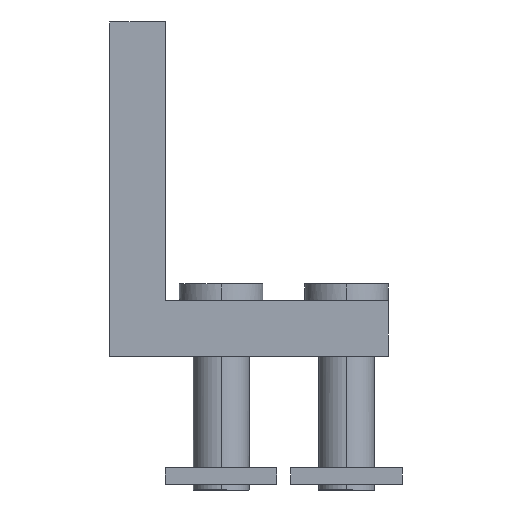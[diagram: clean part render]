
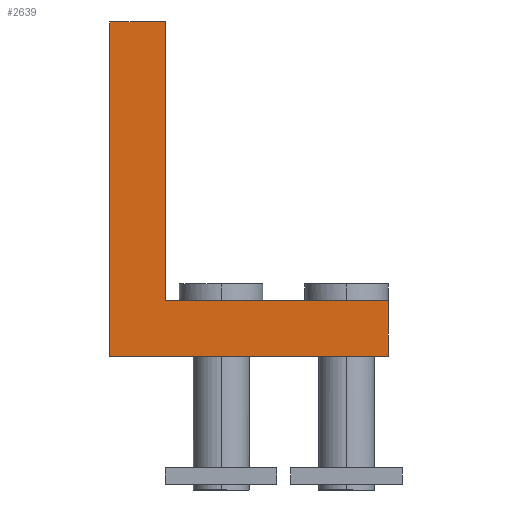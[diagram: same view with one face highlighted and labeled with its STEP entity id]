
A CAD part, front view. The second image highlights one B-rep face of the part: STEP entity #2639.
In plain terms, the highlighted face is planar.
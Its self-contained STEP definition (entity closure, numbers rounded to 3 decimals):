
#1496 = VERTEX_POINT('',#1497);
#1497 = CARTESIAN_POINT('',(0.,0.,100.));
#1506 = PLANE('',#1507);
#1507 = AXIS2_PLACEMENT_3D('',#1508,#1509,#1510);
#1508 = CARTESIAN_POINT('',(0.,60.,100.));
#1509 = DIRECTION('',(-1.,0.,0.));
#1510 = DIRECTION('',(0.,0.,1.));
#1518 = PLANE('',#1519);
#1519 = AXIS2_PLACEMENT_3D('',#1520,#1521,#1522);
#1520 = CARTESIAN_POINT('',(0.,0.,100.));
#1521 = DIRECTION('',(0.,-1.,0.));
#1522 = DIRECTION('',(0.,0.,-1.));
#1530 = EDGE_CURVE('',#1531,#1496,#1533,.T.);
#1531 = VERTEX_POINT('',#1532);
#1532 = CARTESIAN_POINT('',(0.,60.,100.));
#1533 = SURFACE_CURVE('',#1534,(#1538,#1545),.PCURVE_S1.);
#1534 = LINE('',#1535,#1536);
#1535 = CARTESIAN_POINT('',(0.,30.,100.));
#1536 = VECTOR('',#1537,1.);
#1537 = DIRECTION('',(0.,-1.,0.));
#1538 = PCURVE('',#1506,#1539);
#1539 = DEFINITIONAL_REPRESENTATION('',(#1540),#1544);
#1540 = LINE('',#1541,#1542);
#1541 = CARTESIAN_POINT('',(0.,-30.));
#1542 = VECTOR('',#1543,1.);
#1543 = DIRECTION('',(0.,-1.));
#1544 = ( GEOMETRIC_REPRESENTATION_CONTEXT(2) 
PARAMETRIC_REPRESENTATION_CONTEXT() REPRESENTATION_CONTEXT('2D SPACE',''
  ) );
#1545 = PCURVE('',#1546,#1551);
#1546 = PLANE('',#1547);
#1547 = AXIS2_PLACEMENT_3D('',#1548,#1549,#1550);
#1548 = CARTESIAN_POINT('',(0.,0.,100.));
#1549 = DIRECTION('',(0.,0.,1.));
#1550 = DIRECTION('',(1.,0.,0.));
#1551 = DEFINITIONAL_REPRESENTATION('',(#1552),#1556);
#1552 = LINE('',#1553,#1554);
#1553 = CARTESIAN_POINT('',(0.,30.));
#1554 = VECTOR('',#1555,1.);
#1555 = DIRECTION('',(0.,-1.));
#1556 = ( GEOMETRIC_REPRESENTATION_CONTEXT(2) 
PARAMETRIC_REPRESENTATION_CONTEXT() REPRESENTATION_CONTEXT('2D SPACE',''
  ) );
#1574 = PLANE('',#1575);
#1575 = AXIS2_PLACEMENT_3D('',#1576,#1577,#1578);
#1576 = CARTESIAN_POINT('',(10.,60.,100.));
#1577 = DIRECTION('',(0.,1.,0.));
#1578 = DIRECTION('',(0.,0.,1.));
#1854 = VERTEX_POINT('',#1855);
#1855 = CARTESIAN_POINT('',(50.,0.,100.));
#1871 = PLANE('',#1872);
#1872 = AXIS2_PLACEMENT_3D('',#1873,#1874,#1875);
#1873 = CARTESIAN_POINT('',(50.,0.,100.));
#1874 = DIRECTION('',(1.,0.,0.));
#1875 = DIRECTION('',(0.,0.,-1.));
#1883 = EDGE_CURVE('',#1496,#1854,#1884,.T.);
#1884 = SURFACE_CURVE('',#1885,(#1889,#1896),.PCURVE_S1.);
#1885 = LINE('',#1886,#1887);
#1886 = CARTESIAN_POINT('',(25.,0.,100.));
#1887 = VECTOR('',#1888,1.);
#1888 = DIRECTION('',(1.,0.,0.));
#1889 = PCURVE('',#1518,#1890);
#1890 = DEFINITIONAL_REPRESENTATION('',(#1891),#1895);
#1891 = LINE('',#1892,#1893);
#1892 = CARTESIAN_POINT('',(0.,25.));
#1893 = VECTOR('',#1894,1.);
#1894 = DIRECTION('',(0.,1.));
#1895 = ( GEOMETRIC_REPRESENTATION_CONTEXT(2) 
PARAMETRIC_REPRESENTATION_CONTEXT() REPRESENTATION_CONTEXT('2D SPACE',''
  ) );
#1896 = PCURVE('',#1546,#1897);
#1897 = DEFINITIONAL_REPRESENTATION('',(#1898),#1902);
#1898 = LINE('',#1899,#1900);
#1899 = CARTESIAN_POINT('',(25.,0.));
#1900 = VECTOR('',#1901,1.);
#1901 = DIRECTION('',(1.,0.));
#1902 = ( GEOMETRIC_REPRESENTATION_CONTEXT(2) 
PARAMETRIC_REPRESENTATION_CONTEXT() REPRESENTATION_CONTEXT('2D SPACE',''
  ) );
#2639 = ADVANCED_FACE('',(#2640),#1546,.T.);
#2640 = FACE_BOUND('',#2641,.T.);
#2641 = EDGE_LOOP('',(#2642,#2643,#2644,#2667,#2695,#2723));
#2642 = ORIENTED_EDGE('',*,*,#1530,.T.);
#2643 = ORIENTED_EDGE('',*,*,#1883,.T.);
#2644 = ORIENTED_EDGE('',*,*,#2645,.T.);
#2645 = EDGE_CURVE('',#1854,#2646,#2648,.T.);
#2646 = VERTEX_POINT('',#2647);
#2647 = CARTESIAN_POINT('',(50.,10.,100.));
#2648 = SURFACE_CURVE('',#2649,(#2653,#2660),.PCURVE_S1.);
#2649 = LINE('',#2650,#2651);
#2650 = CARTESIAN_POINT('',(50.,5.,100.));
#2651 = VECTOR('',#2652,1.);
#2652 = DIRECTION('',(0.,1.,0.));
#2653 = PCURVE('',#1546,#2654);
#2654 = DEFINITIONAL_REPRESENTATION('',(#2655),#2659);
#2655 = LINE('',#2656,#2657);
#2656 = CARTESIAN_POINT('',(50.,5.));
#2657 = VECTOR('',#2658,1.);
#2658 = DIRECTION('',(0.,1.));
#2659 = ( GEOMETRIC_REPRESENTATION_CONTEXT(2) 
PARAMETRIC_REPRESENTATION_CONTEXT() REPRESENTATION_CONTEXT('2D SPACE',''
  ) );
#2660 = PCURVE('',#1871,#2661);
#2661 = DEFINITIONAL_REPRESENTATION('',(#2662),#2666);
#2662 = LINE('',#2663,#2664);
#2663 = CARTESIAN_POINT('',(0.,5.));
#2664 = VECTOR('',#2665,1.);
#2665 = DIRECTION('',(0.,1.));
#2666 = ( GEOMETRIC_REPRESENTATION_CONTEXT(2) 
PARAMETRIC_REPRESENTATION_CONTEXT() REPRESENTATION_CONTEXT('2D SPACE',''
  ) );
#2667 = ORIENTED_EDGE('',*,*,#2668,.T.);
#2668 = EDGE_CURVE('',#2646,#2669,#2671,.T.);
#2669 = VERTEX_POINT('',#2670);
#2670 = CARTESIAN_POINT('',(10.,10.,100.));
#2671 = SURFACE_CURVE('',#2672,(#2676,#2683),.PCURVE_S1.);
#2672 = LINE('',#2673,#2674);
#2673 = CARTESIAN_POINT('',(30.,10.,100.));
#2674 = VECTOR('',#2675,1.);
#2675 = DIRECTION('',(-1.,0.,0.));
#2676 = PCURVE('',#1546,#2677);
#2677 = DEFINITIONAL_REPRESENTATION('',(#2678),#2682);
#2678 = LINE('',#2679,#2680);
#2679 = CARTESIAN_POINT('',(30.,10.));
#2680 = VECTOR('',#2681,1.);
#2681 = DIRECTION('',(-1.,0.));
#2682 = ( GEOMETRIC_REPRESENTATION_CONTEXT(2) 
PARAMETRIC_REPRESENTATION_CONTEXT() REPRESENTATION_CONTEXT('2D SPACE',''
  ) );
#2683 = PCURVE('',#2684,#2689);
#2684 = PLANE('',#2685);
#2685 = AXIS2_PLACEMENT_3D('',#2686,#2687,#2688);
#2686 = CARTESIAN_POINT('',(50.,10.,100.));
#2687 = DIRECTION('',(0.,1.,0.));
#2688 = DIRECTION('',(0.,0.,1.));
#2689 = DEFINITIONAL_REPRESENTATION('',(#2690),#2694);
#2690 = LINE('',#2691,#2692);
#2691 = CARTESIAN_POINT('',(0.,-20.));
#2692 = VECTOR('',#2693,1.);
#2693 = DIRECTION('',(0.,-1.));
#2694 = ( GEOMETRIC_REPRESENTATION_CONTEXT(2) 
PARAMETRIC_REPRESENTATION_CONTEXT() REPRESENTATION_CONTEXT('2D SPACE',''
  ) );
#2695 = ORIENTED_EDGE('',*,*,#2696,.T.);
#2696 = EDGE_CURVE('',#2669,#2697,#2699,.T.);
#2697 = VERTEX_POINT('',#2698);
#2698 = CARTESIAN_POINT('',(10.,60.,100.));
#2699 = SURFACE_CURVE('',#2700,(#2704,#2711),.PCURVE_S1.);
#2700 = LINE('',#2701,#2702);
#2701 = CARTESIAN_POINT('',(10.,35.,100.));
#2702 = VECTOR('',#2703,1.);
#2703 = DIRECTION('',(0.,1.,0.));
#2704 = PCURVE('',#1546,#2705);
#2705 = DEFINITIONAL_REPRESENTATION('',(#2706),#2710);
#2706 = LINE('',#2707,#2708);
#2707 = CARTESIAN_POINT('',(10.,35.));
#2708 = VECTOR('',#2709,1.);
#2709 = DIRECTION('',(0.,1.));
#2710 = ( GEOMETRIC_REPRESENTATION_CONTEXT(2) 
PARAMETRIC_REPRESENTATION_CONTEXT() REPRESENTATION_CONTEXT('2D SPACE',''
  ) );
#2711 = PCURVE('',#2712,#2717);
#2712 = PLANE('',#2713);
#2713 = AXIS2_PLACEMENT_3D('',#2714,#2715,#2716);
#2714 = CARTESIAN_POINT('',(10.,10.,100.));
#2715 = DIRECTION('',(1.,0.,0.));
#2716 = DIRECTION('',(0.,0.,-1.));
#2717 = DEFINITIONAL_REPRESENTATION('',(#2718),#2722);
#2718 = LINE('',#2719,#2720);
#2719 = CARTESIAN_POINT('',(0.,25.));
#2720 = VECTOR('',#2721,1.);
#2721 = DIRECTION('',(0.,1.));
#2722 = ( GEOMETRIC_REPRESENTATION_CONTEXT(2) 
PARAMETRIC_REPRESENTATION_CONTEXT() REPRESENTATION_CONTEXT('2D SPACE',''
  ) );
#2723 = ORIENTED_EDGE('',*,*,#2724,.T.);
#2724 = EDGE_CURVE('',#2697,#1531,#2725,.T.);
#2725 = SURFACE_CURVE('',#2726,(#2730,#2737),.PCURVE_S1.);
#2726 = LINE('',#2727,#2728);
#2727 = CARTESIAN_POINT('',(5.,60.,100.));
#2728 = VECTOR('',#2729,1.);
#2729 = DIRECTION('',(-1.,0.,0.));
#2730 = PCURVE('',#1546,#2731);
#2731 = DEFINITIONAL_REPRESENTATION('',(#2732),#2736);
#2732 = LINE('',#2733,#2734);
#2733 = CARTESIAN_POINT('',(5.,60.));
#2734 = VECTOR('',#2735,1.);
#2735 = DIRECTION('',(-1.,0.));
#2736 = ( GEOMETRIC_REPRESENTATION_CONTEXT(2) 
PARAMETRIC_REPRESENTATION_CONTEXT() REPRESENTATION_CONTEXT('2D SPACE',''
  ) );
#2737 = PCURVE('',#1574,#2738);
#2738 = DEFINITIONAL_REPRESENTATION('',(#2739),#2743);
#2739 = LINE('',#2740,#2741);
#2740 = CARTESIAN_POINT('',(0.,-5.));
#2741 = VECTOR('',#2742,1.);
#2742 = DIRECTION('',(0.,-1.));
#2743 = ( GEOMETRIC_REPRESENTATION_CONTEXT(2) 
PARAMETRIC_REPRESENTATION_CONTEXT() REPRESENTATION_CONTEXT('2D SPACE',''
  ) );
